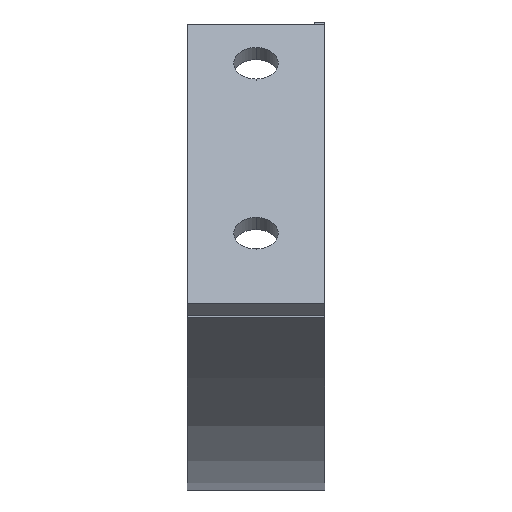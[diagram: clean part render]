
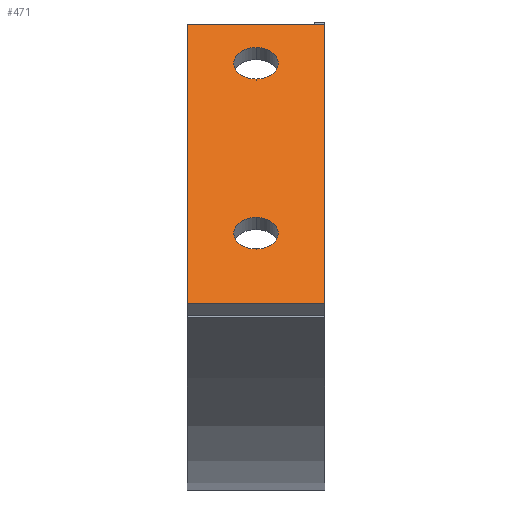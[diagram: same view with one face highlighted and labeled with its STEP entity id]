
A CAD part, left-side view. The second image highlights one B-rep face of the part: STEP entity #471.
In plain terms, the highlighted face is planar.
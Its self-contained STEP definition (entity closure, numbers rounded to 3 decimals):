
#1 = CIRCLE ( 'NONE', #1103, 6.5 ) ;
#22 = LINE ( 'NONE', #1535, #1758 ) ;
#84 = CIRCLE ( 'NONE', #1700, 6.5 ) ;
#105 = ORIENTED_EDGE ( 'NONE', *, *, #828, .T. ) ;
#106 = CARTESIAN_POINT ( 'NONE',  ( 16., 20., -5. ) ) ;
#152 = VERTEX_POINT ( 'NONE', #1515 ) ;
#158 = LINE ( 'NONE', #1321, #1510 ) ;
#173 = FACE_BOUND ( 'NONE', #348, .T. ) ;
#174 = VERTEX_POINT ( 'NONE', #1112 ) ;
#185 = CARTESIAN_POINT ( 'NONE',  ( 9.5, 20., -5. ) ) ;
#243 = DIRECTION ( 'NONE',  ( 1., 0., 0. ) ) ;
#255 = VECTOR ( 'NONE', #1553, 1000. ) ;
#325 = DIRECTION ( 'NONE',  ( 0., 0., 1. ) ) ;
#327 = DIRECTION ( 'NONE',  ( 1., 0., 0. ) ) ;
#333 = ORIENTED_EDGE ( 'NONE', *, *, #449, .T. ) ;
#348 = EDGE_LOOP ( 'NONE', ( #1670, #1687 ) ) ;
#386 = CARTESIAN_POINT ( 'NONE',  ( 86., 20., -5. ) ) ;
#399 = VERTEX_POINT ( 'NONE', #715 ) ;
#443 = VERTEX_POINT ( 'NONE', #698 ) ;
#449 = EDGE_CURVE ( 'NONE', #529, #1126, #751, .T. ) ;
#471 = ADVANCED_FACE ( 'NONE', ( #544, #173, #1692 ), #654, .T. ) ;
#474 = CARTESIAN_POINT ( 'NONE',  ( 0., 0., -5. ) ) ;
#486 = EDGE_CURVE ( 'NONE', #399, #174, #158, .T. ) ;
#509 = EDGE_CURVE ( 'NONE', #443, #1326, #1, .T. ) ;
#529 = VERTEX_POINT ( 'NONE', #956 ) ;
#535 = DIRECTION ( 'NONE',  ( 0., 0., 1. ) ) ;
#544 = FACE_BOUND ( 'NONE', #1258, .T. ) ;
#556 = CARTESIAN_POINT ( 'NONE',  ( 16., 20., -5. ) ) ;
#654 = PLANE ( 'NONE',  #1022 ) ;
#680 = CARTESIAN_POINT ( 'NONE',  ( 0., 40., -5. ) ) ;
#698 = CARTESIAN_POINT ( 'NONE',  ( 79.5, 20., -5. ) ) ;
#715 = CARTESIAN_POINT ( 'NONE',  ( 115., 0., -5. ) ) ;
#751 = CIRCLE ( 'NONE', #1634, 6.5 ) ;
#752 = VERTEX_POINT ( 'NONE', #1230 ) ;
#767 = CIRCLE ( 'NONE', #1398, 6.5 ) ;
#768 = DIRECTION ( 'NONE',  ( -1., 0., 0. ) ) ;
#828 = EDGE_CURVE ( 'NONE', #1126, #529, #767, .T. ) ;
#920 = DIRECTION ( 'NONE',  ( 1., 0., 0. ) ) ;
#956 = CARTESIAN_POINT ( 'NONE',  ( 22.5, 20., -5. ) ) ;
#958 = DIRECTION ( 'NONE',  ( 0., 0., -1. ) ) ;
#1022 = AXIS2_PLACEMENT_3D ( 'NONE', #680, #958, #1545 ) ;
#1029 = ORIENTED_EDGE ( 'NONE', *, *, #1567, .F. ) ;
#1074 = EDGE_LOOP ( 'NONE', ( #1483, #1546, #1166, #1029 ) ) ;
#1103 = AXIS2_PLACEMENT_3D ( 'NONE', #386, #1203, #243 ) ;
#1112 = CARTESIAN_POINT ( 'NONE',  ( 115., 40., -5. ) ) ;
#1126 = VERTEX_POINT ( 'NONE', #185 ) ;
#1166 = ORIENTED_EDGE ( 'NONE', *, *, #486, .F. ) ;
#1172 = EDGE_CURVE ( 'NONE', #1326, #443, #84, .T. ) ;
#1200 = EDGE_CURVE ( 'NONE', #752, #152, #1426, .T. ) ;
#1203 = DIRECTION ( 'NONE',  ( 0., 0., 1. ) ) ;
#1230 = CARTESIAN_POINT ( 'NONE',  ( 0., 40., -5. ) ) ;
#1258 = EDGE_LOOP ( 'NONE', ( #333, #105 ) ) ;
#1313 = LINE ( 'NONE', #474, #1551 ) ;
#1321 = CARTESIAN_POINT ( 'NONE',  ( 115., 0., -5. ) ) ;
#1326 = VERTEX_POINT ( 'NONE', #1493 ) ;
#1398 = AXIS2_PLACEMENT_3D ( 'NONE', #556, #325, #327 ) ;
#1426 = LINE ( 'NONE', #1601, #255 ) ;
#1483 = ORIENTED_EDGE ( 'NONE', *, *, #1200, .F. ) ;
#1493 = CARTESIAN_POINT ( 'NONE',  ( 92.5, 20., -5. ) ) ;
#1510 = VECTOR ( 'NONE', #1673, 1000. ) ;
#1515 = CARTESIAN_POINT ( 'NONE',  ( 0., 0., -5. ) ) ;
#1535 = CARTESIAN_POINT ( 'NONE',  ( 0., 40., -5. ) ) ;
#1545 = DIRECTION ( 'NONE',  ( -1., 0., 0. ) ) ;
#1546 = ORIENTED_EDGE ( 'NONE', *, *, #1704, .F. ) ;
#1551 = VECTOR ( 'NONE', #1715, 1000. ) ;
#1553 = DIRECTION ( 'NONE',  ( 0., -1., 0. ) ) ;
#1567 = EDGE_CURVE ( 'NONE', #152, #399, #1313, .T. ) ;
#1601 = CARTESIAN_POINT ( 'NONE',  ( 0., 0., -5. ) ) ;
#1607 = DIRECTION ( 'NONE',  ( 1., 0., 0. ) ) ;
#1632 = CARTESIAN_POINT ( 'NONE',  ( 86., 20., -5. ) ) ;
#1634 = AXIS2_PLACEMENT_3D ( 'NONE', #106, #535, #920 ) ;
#1645 = DIRECTION ( 'NONE',  ( 0., 0., 1. ) ) ;
#1670 = ORIENTED_EDGE ( 'NONE', *, *, #1172, .T. ) ;
#1673 = DIRECTION ( 'NONE',  ( 0., 1., 0. ) ) ;
#1687 = ORIENTED_EDGE ( 'NONE', *, *, #509, .T. ) ;
#1692 = FACE_OUTER_BOUND ( 'NONE', #1074, .T. ) ;
#1700 = AXIS2_PLACEMENT_3D ( 'NONE', #1632, #1645, #1607 ) ;
#1704 = EDGE_CURVE ( 'NONE', #174, #752, #22, .T. ) ;
#1715 = DIRECTION ( 'NONE',  ( 1., 0., 0. ) ) ;
#1758 = VECTOR ( 'NONE', #768, 1000. ) ;
